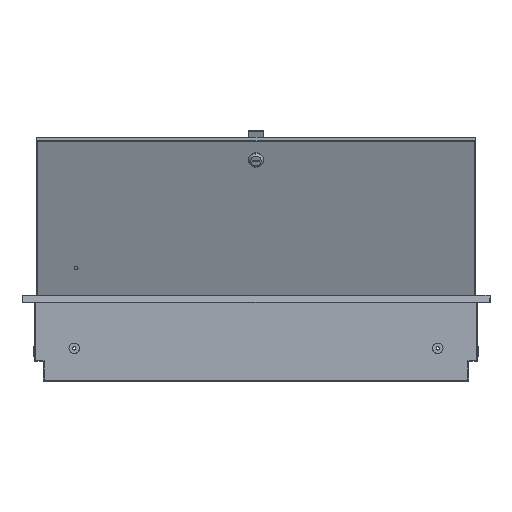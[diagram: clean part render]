
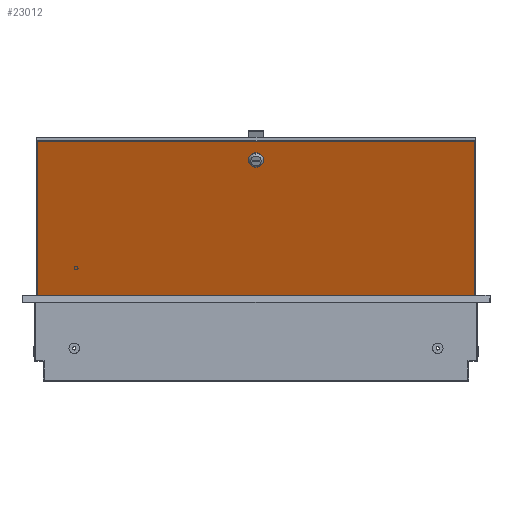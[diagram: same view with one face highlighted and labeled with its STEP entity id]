
A CAD part, left-side view. The second image highlights one B-rep face of the part: STEP entity #23012.
In plain terms, the highlighted face is planar.
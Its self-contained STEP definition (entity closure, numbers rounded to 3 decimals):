
#123 = VERTEX_POINT ( 'NONE', #1637 ) ;
#262 = DIRECTION ( 'NONE',  ( 0., 0., 1. ) ) ;
#1637 = CARTESIAN_POINT ( 'NONE',  ( -133., 333., 0. ) ) ;
#2137 = DIRECTION ( 'NONE',  ( 0., 0., 1. ) ) ;
#4155 = AXIS2_PLACEMENT_3D ( 'NONE', #14052, #32559, #16990 ) ;
#5349 = EDGE_LOOP ( 'NONE', ( #28521, #14757 ) ) ;
#6596 = CARTESIAN_POINT ( 'NONE',  ( -133., -333., 0. ) ) ;
#7110 = CARTESIAN_POINT ( 'NONE',  ( -113.5, 0., 0. ) ) ;
#7918 = VERTEX_POINT ( 'NONE', #15716 ) ;
#8372 = VERTEX_POINT ( 'NONE', #6596 ) ;
#8527 = EDGE_CURVE ( 'NONE', #24490, #7918, #16357, .T. ) ;
#8663 = EDGE_CURVE ( 'NONE', #123, #8372, #21731, .T. ) ;
#8853 = FACE_OUTER_BOUND ( 'NONE', #22781, .T. ) ;
#8881 = DIRECTION ( 'NONE',  ( 1., 0., 0. ) ) ;
#8927 = ORIENTED_EDGE ( 'NONE', *, *, #34407, .T. ) ;
#9617 = VERTEX_POINT ( 'NONE', #29679 ) ;
#9828 = LINE ( 'NONE', #18577, #13486 ) ;
#10128 = ORIENTED_EDGE ( 'NONE', *, *, #11131, .T. ) ;
#10551 = FACE_BOUND ( 'NONE', #5349, .T. ) ;
#11131 = EDGE_CURVE ( 'NONE', #9617, #12490, #9828, .T. ) ;
#11815 = ORIENTED_EDGE ( 'NONE', *, *, #34367, .T. ) ;
#12136 = VECTOR ( 'NONE', #28032, 1000. ) ;
#12490 = VERTEX_POINT ( 'NONE', #23476 ) ;
#13486 = VECTOR ( 'NONE', #23175, 1000. ) ;
#14010 = VECTOR ( 'NONE', #20936, 1000. ) ;
#14052 = CARTESIAN_POINT ( 'NONE',  ( -102., 0., 0. ) ) ;
#14757 = ORIENTED_EDGE ( 'NONE', *, *, #8527, .F. ) ;
#15089 = LINE ( 'NONE', #20358, #14010 ) ;
#15146 = VECTOR ( 'NONE', #18532, 1000. ) ;
#15414 = AXIS2_PLACEMENT_3D ( 'NONE', #18734, #262, #8881 ) ;
#15716 = CARTESIAN_POINT ( 'NONE',  ( -90.5, 0., 0. ) ) ;
#16357 = CIRCLE ( 'NONE', #33349, 11.5 ) ;
#16990 = DIRECTION ( 'NONE',  ( 1., 0., 0. ) ) ;
#18532 = DIRECTION ( 'NONE',  ( 1., 0., 0. ) ) ;
#18577 = CARTESIAN_POINT ( 'NONE',  ( 133., 333., 0. ) ) ;
#18734 = CARTESIAN_POINT ( 'NONE',  ( 0., 0., 0. ) ) ;
#20358 = CARTESIAN_POINT ( 'NONE',  ( -133., 333., 0. ) ) ;
#20936 = DIRECTION ( 'NONE',  ( -1., 0., 0. ) ) ;
#21175 = CARTESIAN_POINT ( 'NONE',  ( -133., 333., 0. ) ) ;
#21428 = CARTESIAN_POINT ( 'NONE',  ( -133., -333., 0. ) ) ;
#21731 = LINE ( 'NONE', #21175, #12136 ) ;
#22320 = DIRECTION ( 'NONE',  ( 1., 0., 0. ) ) ;
#22781 = EDGE_LOOP ( 'NONE', ( #27070, #8927, #10128, #11815 ) ) ;
#23012 = ADVANCED_FACE ( 'NONE', ( #10551, #8853 ), #30834, .T. ) ;
#23042 = EDGE_CURVE ( 'NONE', #7918, #24490, #30897, .T. ) ;
#23175 = DIRECTION ( 'NONE',  ( 0., 1., 0. ) ) ;
#23476 = CARTESIAN_POINT ( 'NONE',  ( 133., 333., 0. ) ) ;
#23721 = LINE ( 'NONE', #21428, #15146 ) ;
#24490 = VERTEX_POINT ( 'NONE', #7110 ) ;
#27070 = ORIENTED_EDGE ( 'NONE', *, *, #8663, .T. ) ;
#28032 = DIRECTION ( 'NONE',  ( 0., -1., 0. ) ) ;
#28521 = ORIENTED_EDGE ( 'NONE', *, *, #23042, .F. ) ;
#29679 = CARTESIAN_POINT ( 'NONE',  ( 133., -333., 0. ) ) ;
#30834 = PLANE ( 'NONE',  #15414 ) ;
#30897 = CIRCLE ( 'NONE', #4155, 11.5 ) ;
#32559 = DIRECTION ( 'NONE',  ( 0., 0., 1. ) ) ;
#33223 = CARTESIAN_POINT ( 'NONE',  ( -102., 0., 0. ) ) ;
#33349 = AXIS2_PLACEMENT_3D ( 'NONE', #33223, #2137, #22320 ) ;
#34367 = EDGE_CURVE ( 'NONE', #12490, #123, #15089, .T. ) ;
#34407 = EDGE_CURVE ( 'NONE', #8372, #9617, #23721, .T. ) ;
